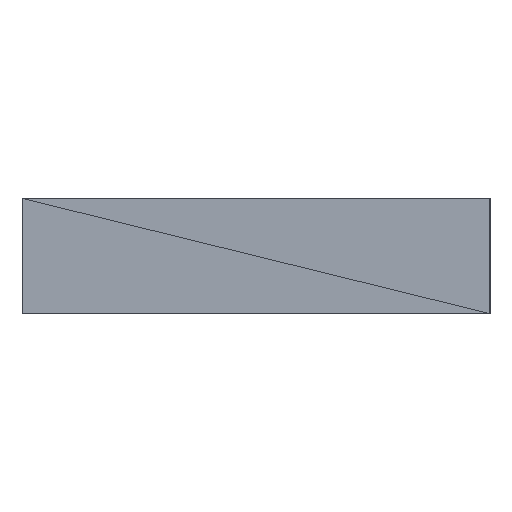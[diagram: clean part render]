
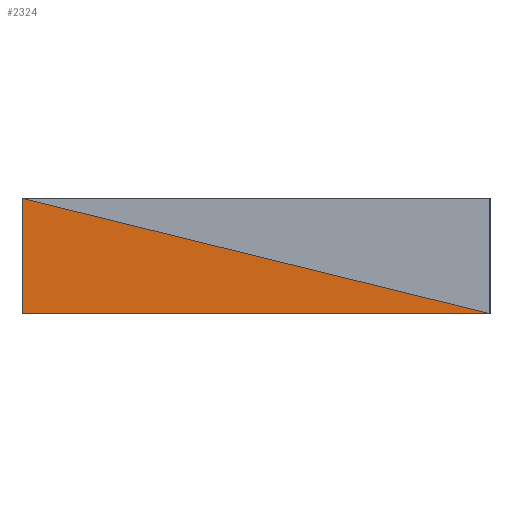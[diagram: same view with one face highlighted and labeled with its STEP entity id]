
A CAD part, left-side view. The second image highlights one B-rep face of the part: STEP entity #2324.
In plain terms, the highlighted planar face has unit normal (-1, 0, 0).
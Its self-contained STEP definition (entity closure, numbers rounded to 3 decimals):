
#2225 = VERTEX_POINT('',#2226);
#2226 = CARTESIAN_POINT('',(12.725,76.,-77.));
#2264 = PLANE('',#2265);
#2265 = AXIS2_PLACEMENT_3D('',#2266,#2267,#2268);
#2266 = CARTESIAN_POINT('',(12.725,76.,-77.));
#2267 = DIRECTION('',(1.,0.,0.));
#2268 = DIRECTION('',(0.,0.,1.));
#2324 = ADVANCED_FACE('',(#2325),#2337,.F.);
#2325 = FACE_BOUND('',#2326,.T.);
#2326 = EDGE_LOOP('',(#2327,#2354,#2381));
#2327 = ORIENTED_EDGE('',*,*,#2328,.T.);
#2328 = EDGE_CURVE('',#2329,#2225,#2331,.T.);
#2329 = VERTEX_POINT('',#2330);
#2330 = CARTESIAN_POINT('',(12.725,8.9,-93.5));
#2331 = SURFACE_CURVE('',#2332,(#2336,#2348),.PCURVE_S1.);
#2332 = LINE('',#2333,#2334);
#2333 = CARTESIAN_POINT('',(12.725,8.9,-93.5));
#2334 = VECTOR('',#2335,1.);
#2335 = DIRECTION('',(0.,0.971,0.239));
#2336 = PCURVE('',#2337,#2342);
#2337 = PLANE('',#2338);
#2338 = AXIS2_PLACEMENT_3D('',#2339,#2340,#2341);
#2339 = CARTESIAN_POINT('',(12.725,8.9,-93.5));
#2340 = DIRECTION('',(1.,0.,0.));
#2341 = DIRECTION('',(0.,0.,1.));
#2342 = DEFINITIONAL_REPRESENTATION('',(#2343),#2347);
#2343 = LINE('',#2344,#2345);
#2344 = CARTESIAN_POINT('',(0.,0.));
#2345 = VECTOR('',#2346,1.);
#2346 = DIRECTION('',(0.239,-0.971));
#2347 = ( GEOMETRIC_REPRESENTATION_CONTEXT(2) 
PARAMETRIC_REPRESENTATION_CONTEXT() REPRESENTATION_CONTEXT('2D SPACE',''
  ) );
#2348 = PCURVE('',#2264,#2349);
#2349 = DEFINITIONAL_REPRESENTATION('',(#2350),#2353);
#2350 = B_SPLINE_CURVE_WITH_KNOTS('',1,(#2351,#2352),.UNSPECIFIED.,.F.,
  .F.,(2,2),(0.,69.099),.PIECEWISE_BEZIER_KNOTS.);
#2351 = CARTESIAN_POINT('',(-16.5,67.1));
#2352 = CARTESIAN_POINT('',(0.,0.));
#2353 = ( GEOMETRIC_REPRESENTATION_CONTEXT(2) 
PARAMETRIC_REPRESENTATION_CONTEXT() REPRESENTATION_CONTEXT('2D SPACE',''
  ) );
#2354 = ORIENTED_EDGE('',*,*,#2355,.T.);
#2355 = EDGE_CURVE('',#2225,#2356,#2358,.T.);
#2356 = VERTEX_POINT('',#2357);
#2357 = CARTESIAN_POINT('',(12.725,76.,-93.5));
#2358 = SURFACE_CURVE('',#2359,(#2363,#2370),.PCURVE_S1.);
#2359 = LINE('',#2360,#2361);
#2360 = CARTESIAN_POINT('',(12.725,76.,-77.));
#2361 = VECTOR('',#2362,1.);
#2362 = DIRECTION('',(0.,0.,-1.));
#2363 = PCURVE('',#2337,#2364);
#2364 = DEFINITIONAL_REPRESENTATION('',(#2365),#2369);
#2365 = LINE('',#2366,#2367);
#2366 = CARTESIAN_POINT('',(16.5,-67.1));
#2367 = VECTOR('',#2368,1.);
#2368 = DIRECTION('',(-1.,0.));
#2369 = ( GEOMETRIC_REPRESENTATION_CONTEXT(2) 
PARAMETRIC_REPRESENTATION_CONTEXT() REPRESENTATION_CONTEXT('2D SPACE',''
  ) );
#2370 = PCURVE('',#2371,#2376);
#2371 = PLANE('',#2372);
#2372 = AXIS2_PLACEMENT_3D('',#2373,#2374,#2375);
#2373 = CARTESIAN_POINT('',(12.725,76.,-77.));
#2374 = DIRECTION('',(0.,-1.,0.));
#2375 = DIRECTION('',(0.,0.,-1.));
#2376 = DEFINITIONAL_REPRESENTATION('',(#2377),#2380);
#2377 = B_SPLINE_CURVE_WITH_KNOTS('',1,(#2378,#2379),.UNSPECIFIED.,.F.,
  .F.,(2,2),(0.,16.5),.PIECEWISE_BEZIER_KNOTS.);
#2378 = CARTESIAN_POINT('',(0.,0.));
#2379 = CARTESIAN_POINT('',(16.5,0.));
#2380 = ( GEOMETRIC_REPRESENTATION_CONTEXT(2) 
PARAMETRIC_REPRESENTATION_CONTEXT() REPRESENTATION_CONTEXT('2D SPACE',''
  ) );
#2381 = ORIENTED_EDGE('',*,*,#2382,.T.);
#2382 = EDGE_CURVE('',#2356,#2329,#2383,.T.);
#2383 = SURFACE_CURVE('',#2384,(#2388,#2395),.PCURVE_S1.);
#2384 = LINE('',#2385,#2386);
#2385 = CARTESIAN_POINT('',(12.725,76.,-93.5));
#2386 = VECTOR('',#2387,1.);
#2387 = DIRECTION('',(0.,-1.,0.));
#2388 = PCURVE('',#2337,#2389);
#2389 = DEFINITIONAL_REPRESENTATION('',(#2390),#2394);
#2390 = LINE('',#2391,#2392);
#2391 = CARTESIAN_POINT('',(0.,-67.1));
#2392 = VECTOR('',#2393,1.);
#2393 = DIRECTION('',(0.,1.));
#2394 = ( GEOMETRIC_REPRESENTATION_CONTEXT(2) 
PARAMETRIC_REPRESENTATION_CONTEXT() REPRESENTATION_CONTEXT('2D SPACE',''
  ) );
#2395 = PCURVE('',#2396,#2401);
#2396 = PLANE('',#2397);
#2397 = AXIS2_PLACEMENT_3D('',#2398,#2399,#2400);
#2398 = CARTESIAN_POINT('',(12.725,76.,-93.5));
#2399 = DIRECTION('',(0.,0.,1.));
#2400 = DIRECTION('',(1.,0.,0.));
#2401 = DEFINITIONAL_REPRESENTATION('',(#2402),#2405);
#2402 = B_SPLINE_CURVE_WITH_KNOTS('',1,(#2403,#2404),.UNSPECIFIED.,.F.,
  .F.,(2,2),(0.,67.1),.PIECEWISE_BEZIER_KNOTS.);
#2403 = CARTESIAN_POINT('',(0.,0.));
#2404 = CARTESIAN_POINT('',(0.,-67.1));
#2405 = ( GEOMETRIC_REPRESENTATION_CONTEXT(2) 
PARAMETRIC_REPRESENTATION_CONTEXT() REPRESENTATION_CONTEXT('2D SPACE',''
  ) );
